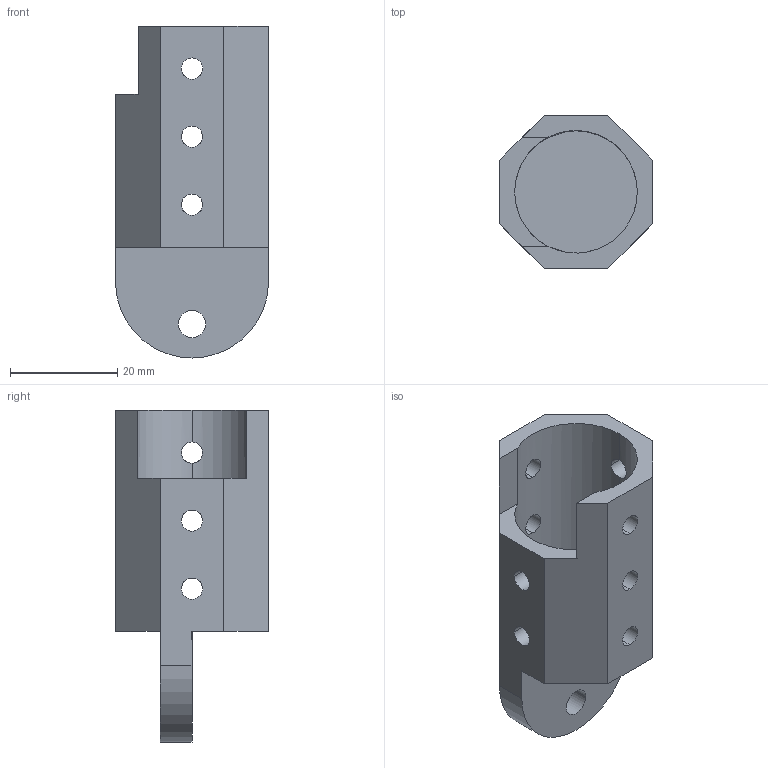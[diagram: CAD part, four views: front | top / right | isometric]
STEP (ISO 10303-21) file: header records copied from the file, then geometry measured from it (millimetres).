
FILE_DESCRIPTION (( 'STEP AP214' ), '1' );
FILE_NAME ('End Pivot Mount.STEP', '2018-12-02T00:50:21', ( '' ), ( '' ), 'SwSTEP 2.0', 'SolidWorks 2018', '' );
FILE_SCHEMA (( 'AUTOMOTIVE_DESIGN' ));
Length unit declared in the file: inch
Products named in the file (1): End Pivot Mount
Bounding box: 28.57 x 28.57 x 61.91 mm (x, y, z)
Volume: 13121.5 mm3; surface area: 8973.9 mm2
Topology: 1 solids, 1 shells, 44 faces, 139 edges, 92 vertices
Faces by surface type: cylinder 27, plane 17
Entity records: 2181 total; most frequent: CARTESIAN_POINT 892, ORIENTED_EDGE 278, DIRECTION 231, EDGE_CURVE 139, VERTEX_POINT 92, AXIS2_PLACEMENT_3D 79, VECTOR 73, LINE 73
